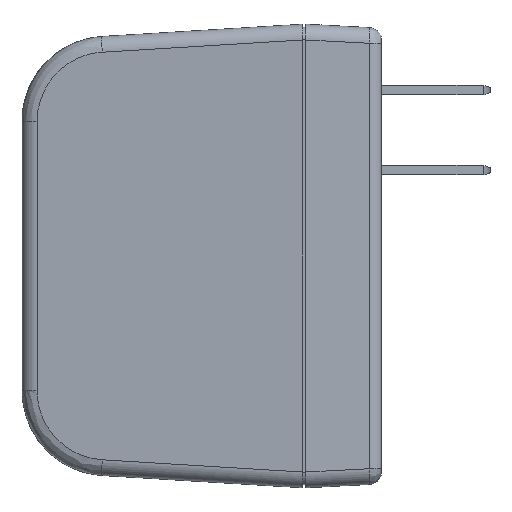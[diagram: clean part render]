
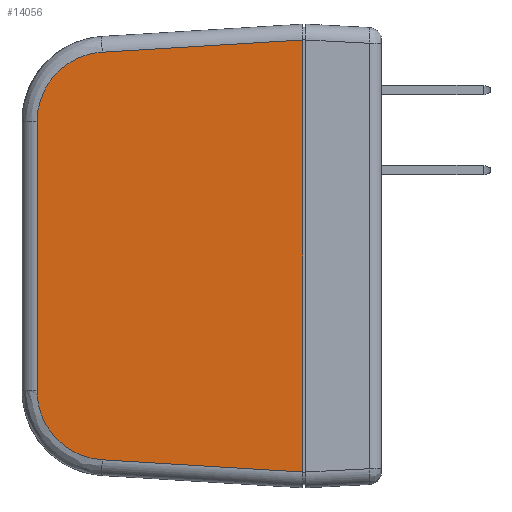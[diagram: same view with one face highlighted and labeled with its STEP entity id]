
A CAD part, left-side view. The second image highlights one B-rep face of the part: STEP entity #14056.
In plain terms, the highlighted face is planar.
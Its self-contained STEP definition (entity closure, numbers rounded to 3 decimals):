
#8091=CARTESIAN_POINT('',(34.252,0.5,
-17.5));
#8157=DIRECTION('',(1.,0.,0.));
#8158=VECTOR('',#8157,42.657);
#8159=CARTESIAN_POINT('',(-21.329,42.609,
-15.661));
#8160=LINE('',#8159,#8158);
#8195=DIRECTION('',(-0.061,-0.997,-0.044));
#8196=VECTOR('',#8195,31.87);
#8197=CARTESIAN_POINT('',(-32.308,32.281,
-16.112));
#8198=LINE('',#8197,#8196);
#8199=DIRECTION('',(1.,0.,0.));
#8200=VECTOR('',#8199,68.503);
#8201=CARTESIAN_POINT('',(-34.252,0.5,
-17.5));
#8202=LINE('',#8201,#8200);
#8203=DIRECTION('',(-0.061,0.997,0.044));
#8204=VECTOR('',#8203,31.87);
#8205=CARTESIAN_POINT('',(34.252,0.5,
-17.5));
#8206=LINE('',#8205,#8204);
#8207=CARTESIAN_POINT('',(32.308,32.281,-16.112));
#8208=CARTESIAN_POINT('',(32.308,32.287,-16.112));
#8209=CARTESIAN_POINT('',(32.285,32.659,-16.096));
#8210=CARTESIAN_POINT('',(32.101,34.268,-16.026));
#8211=CARTESIAN_POINT('',(31.203,36.866,-15.912));
#8212=CARTESIAN_POINT('',(28.589,40.323,-15.761));
#8213=CARTESIAN_POINT('',(24.976,42.277,-15.676));
#8214=CARTESIAN_POINT('',(22.207,42.609,-15.661));
#8215=CARTESIAN_POINT('',(21.329,42.609,-15.661));
#8217=CARTESIAN_POINT('',(-21.329,42.609,
-15.661));
#8218=CARTESIAN_POINT('',(-21.934,42.609,
-15.661));
#8219=CARTESIAN_POINT('',(-23.837,42.452,
-15.668));
#8220=CARTESIAN_POINT('',(-26.817,41.39,
-15.715));
#8221=CARTESIAN_POINT('',(-29.603,39.122,
-15.814));
#8222=CARTESIAN_POINT('',(-31.393,36.375,
-15.934));
#8223=CARTESIAN_POINT('',(-32.121,34.091,
-16.033));
#8224=CARTESIAN_POINT('',(-32.284,32.659,
-16.096));
#8225=CARTESIAN_POINT('',(-32.308,32.287,
-16.112));
#8226=CARTESIAN_POINT('',(-32.308,32.281,
-16.112));
#12415=VERTEX_POINT('',#8091);
#12416=CARTESIAN_POINT('',(-34.252,0.5,
-17.5));
#12417=VERTEX_POINT('',#12416);
#12431=CARTESIAN_POINT('',(32.308,32.281,
-16.112));
#12432=VERTEX_POINT('',#12431);
#12433=CARTESIAN_POINT('',(21.329,42.609,
-15.661));
#12434=VERTEX_POINT('',#12433);
#12435=CARTESIAN_POINT('',(-21.329,42.609,
-15.661));
#12436=VERTEX_POINT('',#12435);
#12437=CARTESIAN_POINT('',(-32.308,32.281,
-16.112));
#12438=VERTEX_POINT('',#12437);
#14043=CARTESIAN_POINT('',(-37.773,-0.493,
-17.543));
#14044=DIRECTION('',(0.,0.044,-0.999));
#14045=DIRECTION('',(1.,0.,0.));
#14046=AXIS2_PLACEMENT_3D('',#14043,#14044,#14045);
#14047=PLANE('',#14046);
#14048=ORIENTED_EDGE('',*,*,#14038,.T.);
#14049=ORIENTED_EDGE('',*,*,#13807,.T.);
#14050=ORIENTED_EDGE('',*,*,#13843,.T.);
#14051=ORIENTED_EDGE('',*,*,#13918,.T.);
#14052=ORIENTED_EDGE('',*,*,#13932,.F.);
#14053=ORIENTED_EDGE('',*,*,#14013,.T.);
#14054=EDGE_LOOP('',(#14048,#14049,#14050,#14051,#14052,#14053));
#14055=FACE_OUTER_BOUND('',#14054,.F.);
#14056=ADVANCED_FACE('',(#14055),#14047,.T.);
#8216=B_SPLINE_CURVE_WITH_KNOTS('',3,(#8207,#8208,#8209,#8210,#8211,#8212,#8213,
#8214,#8215),.UNSPECIFIED.,.F.,.F.,(4,1,1,1,1,1,4),(0.,0.001,
0.072,0.281,0.5,0.842,1.),
.UNSPECIFIED.);
#8227=B_SPLINE_CURVE_WITH_KNOTS('',3,(#8217,#8218,#8219,#8220,#8221,#8222,#8223,
#8224,#8225,#8226),.UNSPECIFIED.,.F.,.F.,(4,1,1,1,1,1,1,4),(0.,
0.109,0.344,0.562,0.75,
0.928,0.999,1.),.UNSPECIFIED.);
#13807=EDGE_CURVE('',#12417,#12415,#8202,.T.);
#13843=EDGE_CURVE('',#12415,#12432,#8206,.T.);
#13918=EDGE_CURVE('',#12432,#12434,#8216,.T.);
#13932=EDGE_CURVE('',#12436,#12434,#8160,.T.);
#14013=EDGE_CURVE('',#12436,#12438,#8227,.T.);
#14038=EDGE_CURVE('',#12438,#12417,#8198,.T.);
